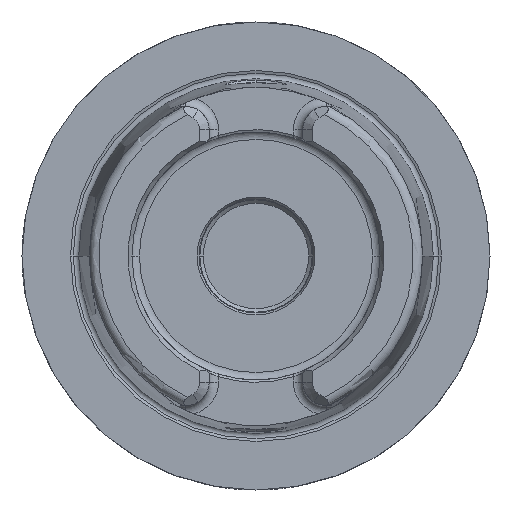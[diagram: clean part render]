
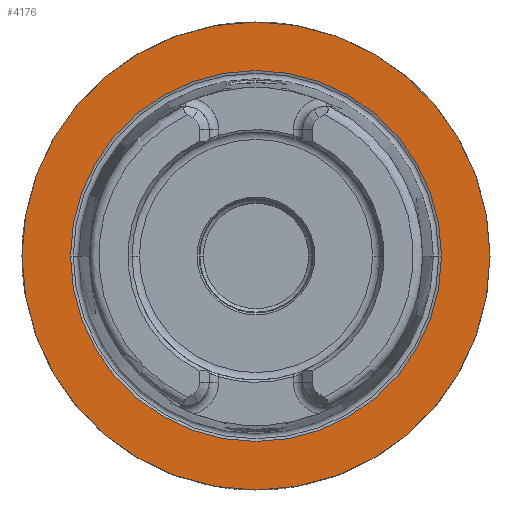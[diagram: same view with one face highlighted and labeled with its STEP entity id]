
A CAD part, left-side view. The second image highlights one B-rep face of the part: STEP entity #4176.
In plain terms, the highlighted planar face has unit normal (-1, 0, 0).
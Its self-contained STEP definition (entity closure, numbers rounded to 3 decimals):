
#905=CARTESIAN_POINT('',(0.,0.,0.));
#906=DIRECTION('',(1.,0.,0.));
#907=DIRECTION('',(0.,1.,0.));
#908=AXIS2_PLACEMENT_3D('',#905,#906,#907);
#910=CARTESIAN_POINT('',(0.,0.,0.));
#911=DIRECTION('',(-1.,0.,0.));
#912=DIRECTION('',(0.,1.,0.));
#913=AXIS2_PLACEMENT_3D('',#910,#911,#912);
#915=CARTESIAN_POINT('',(0.,0.,0.));
#916=DIRECTION('',(-1.,0.,0.));
#917=DIRECTION('',(0.,-1.,0.));
#918=AXIS2_PLACEMENT_3D('',#915,#916,#917);
#920=CARTESIAN_POINT('',(0.,0.,0.));
#921=DIRECTION('',(-1.,0.,0.));
#922=DIRECTION('',(0.,1.,0.));
#923=AXIS2_PLACEMENT_3D('',#920,#921,#922);
#2731=CARTESIAN_POINT('',(0.,50.,0.));
#2732=CARTESIAN_POINT('',(0.,-50.,0.));
#2733=VERTEX_POINT('',#2731);
#2734=VERTEX_POINT('',#2732);
#2759=CARTESIAN_POINT('',(0.,-39.632,0.));
#2760=VERTEX_POINT('',#2759);
#2761=CARTESIAN_POINT('',(0.,39.632,0.));
#2762=VERTEX_POINT('',#2761);
#4161=CARTESIAN_POINT('',(0.,0.,0.));
#4162=DIRECTION('',(1.,0.,0.));
#4163=DIRECTION('',(0.,-1.,0.));
#4164=AXIS2_PLACEMENT_3D('',#4161,#4162,#4163);
#4165=PLANE('',#4164);
#4167=ORIENTED_EDGE('',*,*,#4166,.T.);
#4169=ORIENTED_EDGE('',*,*,#4168,.F.);
#4170=EDGE_LOOP('',(#4167,#4169));
#4171=FACE_OUTER_BOUND('',#4170,.F.);
#4172=ORIENTED_EDGE('',*,*,#4156,.T.);
#4173=ORIENTED_EDGE('',*,*,#4140,.T.);
#4174=EDGE_LOOP('',(#4172,#4173));
#4175=FACE_BOUND('',#4174,.F.);
#4176=ADVANCED_FACE('',(#4171,#4175),#4165,.F.);
#909=CIRCLE('',#908,50.);
#914=CIRCLE('',#913,50.);
#919=CIRCLE('',#918,39.632);
#924=CIRCLE('',#923,39.632);
#4140=EDGE_CURVE('',#2762,#2760,#924,.T.);
#4156=EDGE_CURVE('',#2760,#2762,#919,.T.);
#4166=EDGE_CURVE('',#2733,#2734,#909,.T.);
#4168=EDGE_CURVE('',#2733,#2734,#914,.T.);
